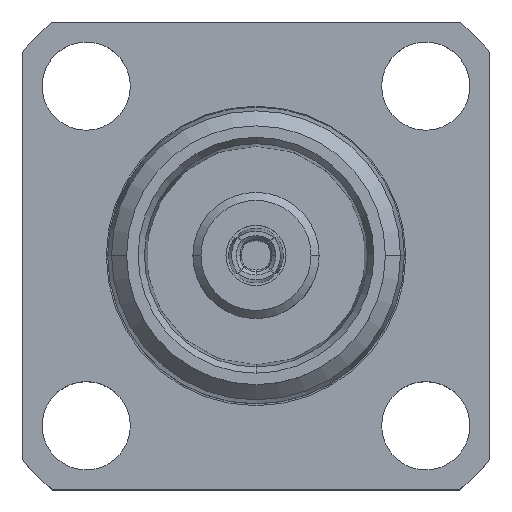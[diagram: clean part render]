
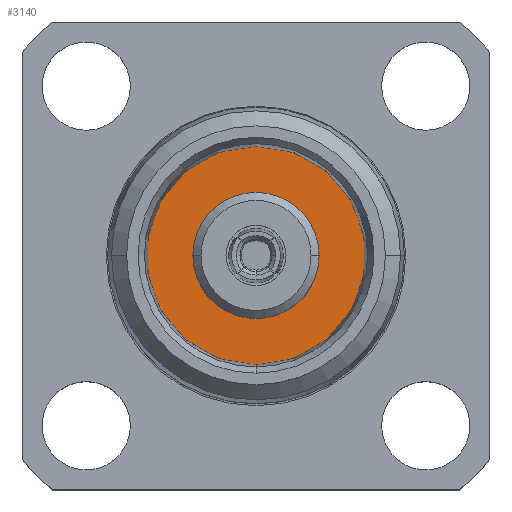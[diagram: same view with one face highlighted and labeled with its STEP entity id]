
A CAD part, top view. The second image highlights one B-rep face of the part: STEP entity #3140.
In plain terms, the highlighted planar face has unit normal (0, 0, 1).
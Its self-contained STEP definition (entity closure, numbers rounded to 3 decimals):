
#351 = AXIS2_PLACEMENT_3D ( 'NONE', #994, #995, #996 ) ;
#354 = AXIS2_PLACEMENT_3D ( 'NONE', #1010, #1011, #1012 ) ;
#359 = AXIS2_PLACEMENT_3D ( 'NONE', #1032, #1033, #1034 ) ;
#621 = EDGE_LOOP ( 'NONE', ( #2119, #2188 ) ) ;
#645 = EDGE_LOOP ( 'NONE', ( #2105, #2175 ) ) ;
#994 = CARTESIAN_POINT ( 'NONE',  ( 0., 0., -6.523 ) ) ;
#995 = DIRECTION ( 'NONE',  ( 0., 0., 1. ) ) ;
#996 = DIRECTION ( 'NONE',  ( -1., 0., 0. ) ) ;
#1010 = CARTESIAN_POINT ( 'NONE',  ( 0., 0., -6.523 ) ) ;
#1011 = DIRECTION ( 'NONE',  ( 0., 0., 1. ) ) ;
#1012 = DIRECTION ( 'NONE',  ( -1., 0., 0. ) ) ;
#1032 = CARTESIAN_POINT ( 'NONE',  ( 0., 0., -6.523 ) ) ;
#1033 = DIRECTION ( 'NONE',  ( 0., 0., 1. ) ) ;
#1034 = DIRECTION ( 'NONE',  ( -1., 0., 0. ) ) ;
#1402 = CARTESIAN_POINT ( 'NONE',  ( 0., 0., -6.523 ) ) ;
#1403 = DIRECTION ( 'NONE',  ( 0., 0., 1. ) ) ;
#1404 = DIRECTION ( 'NONE',  ( -1., 0., 0. ) ) ;
#1429 = CARTESIAN_POINT ( 'NONE',  ( 0., 4.087, -6.523 ) ) ;
#1585 = FACE_OUTER_BOUND ( 'NONE', #621, .T. ) ;
#1589 = FACE_BOUND ( 'NONE', #645, .T. ) ;
#2105 = ORIENTED_EDGE ( 'NONE', *, *, #5166, .F. ) ;
#2119 = ORIENTED_EDGE ( 'NONE', *, *, #5071, .T. ) ;
#2175 = ORIENTED_EDGE ( 'NONE', *, *, #5055, .F. ) ;
#2188 = ORIENTED_EDGE ( 'NONE', *, *, #5063, .T. ) ;
#2559 = AXIS2_PLACEMENT_3D ( 'NONE', #4828, #4820, #4832 ) ;
#2877 = VERTEX_POINT ( 'NONE', #3306 ) ;
#2903 = VERTEX_POINT ( 'NONE', #3270 ) ;
#3140 = ADVANCED_FACE ( 'NONE', ( #1585, #1589 ), #4830, .F. ) ;
#3270 = CARTESIAN_POINT ( 'NONE',  ( 0., -4.087, -6.523 ) ) ;
#3306 = CARTESIAN_POINT ( 'NONE',  ( 2.36, 0., -6.523 ) ) ;
#4287 = CIRCLE ( 'NONE', #351, 2.36 ) ;
#4300 = CIRCLE ( 'NONE', #354, 4.087 ) ;
#4305 = CIRCLE ( 'NONE', #359, 4.087 ) ;
#4444 = CIRCLE ( 'NONE', #5629, 2.36 ) ;
#4820 = DIRECTION ( 'NONE',  ( 0., 0., -1. ) ) ;
#4828 = CARTESIAN_POINT ( 'NONE',  ( 0., 0., -6.523 ) ) ;
#4830 = PLANE ( 'NONE',  #2559 ) ;
#4832 = DIRECTION ( 'NONE',  ( -1., 0., 0. ) ) ;
#5055 = EDGE_CURVE ( 'NONE', #5304, #2877, #4287, .T. ) ;
#5063 = EDGE_CURVE ( 'NONE', #5290, #2903, #4300, .T. ) ;
#5071 = EDGE_CURVE ( 'NONE', #2903, #5290, #4305, .T. ) ;
#5166 = EDGE_CURVE ( 'NONE', #2877, #5304, #4444, .T. ) ;
#5290 = VERTEX_POINT ( 'NONE', #1429 ) ;
#5304 = VERTEX_POINT ( 'NONE', #5353 ) ;
#5353 = CARTESIAN_POINT ( 'NONE',  ( -2.36, 0., -6.523 ) ) ;
#5629 = AXIS2_PLACEMENT_3D ( 'NONE', #1402, #1403, #1404 ) ;
